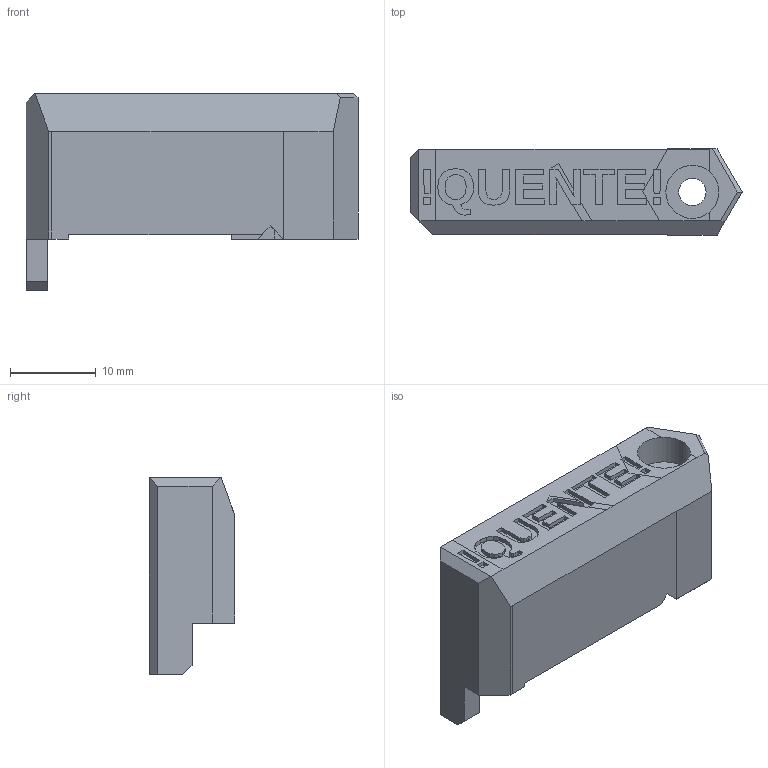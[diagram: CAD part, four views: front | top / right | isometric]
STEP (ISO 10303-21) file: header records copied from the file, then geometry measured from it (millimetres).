
FILE_DESCRIPTION (( 'STEP AP203' ), '1' );
FILE_NAME ('fan-nozzle.step', '2020-06-12T00:19:46', ( 'bruno' ), ( '' ), 'SwSTEP 2.0', 'SolidWorks 2018', '' );
FILE_SCHEMA (( 'CONFIG_CONTROL_DESIGN' ));
Length unit declared in the file: millimetre
Products named in the file (1): fan-nozzle
Bounding box: 38.8 x 10.05 x 23 mm (x, y, z)
Volume: 2896.7 mm3; surface area: 3001.8 mm2
Topology: 1 solids, 1 shells, 210 faces, 587 edges, 387 vertices
Faces by surface type: plane 206, cylinder 4
Entity records: 6678 total; most frequent: CARTESIAN_POINT 1185, ORIENTED_EDGE 1174, DIRECTION 1019, EDGE_CURVE 587, VECTOR 577, LINE 577, VERTEX_POINT 387, AXIS2_PLACEMENT_3D 221
